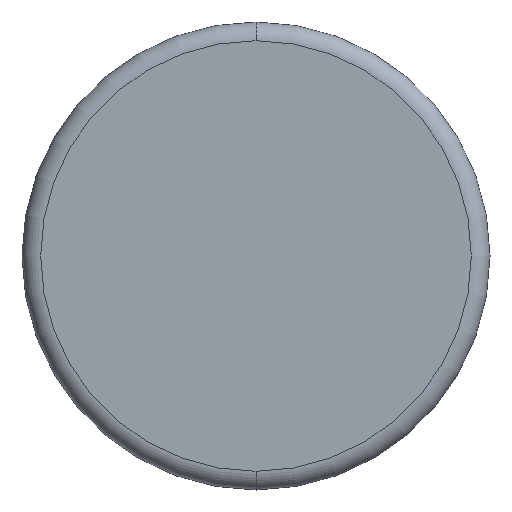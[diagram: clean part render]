
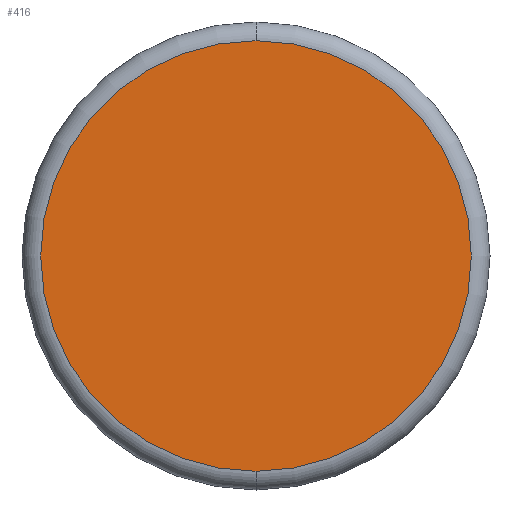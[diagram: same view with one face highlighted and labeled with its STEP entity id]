
A CAD part, front view. The second image highlights one B-rep face of the part: STEP entity #416.
In plain terms, the highlighted planar face has unit normal (0, -1, 0).
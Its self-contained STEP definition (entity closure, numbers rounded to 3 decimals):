
#8 = VERTEX_POINT ( 'NONE', #501 ) ;
#30 = DIRECTION ( 'NONE',  ( 0., -1., 0. ) ) ;
#35 = ORIENTED_EDGE ( 'NONE', *, *, #388, .T. ) ;
#54 = AXIS2_PLACEMENT_3D ( 'NONE', #422, #30, #497 ) ;
#61 = ORIENTED_EDGE ( 'NONE', *, *, #249, .T. ) ;
#113 = PLANE ( 'NONE',  #404 ) ;
#152 = CARTESIAN_POINT ( 'NONE',  ( 0., 0., 0. ) ) ;
#154 = DIRECTION ( 'NONE',  ( 0., 0., 1. ) ) ;
#158 = DIRECTION ( 'NONE',  ( 0., 1., 0. ) ) ;
#194 = EDGE_LOOP ( 'NONE', ( #35, #61 ) ) ;
#235 = FACE_OUTER_BOUND ( 'NONE', #194, .T. ) ;
#249 = EDGE_CURVE ( 'NONE', #8, #441, #489, .T. ) ;
#268 = AXIS2_PLACEMENT_3D ( 'NONE', #292, #403, #367 ) ;
#292 = CARTESIAN_POINT ( 'NONE',  ( 0., 0., 0. ) ) ;
#367 = DIRECTION ( 'NONE',  ( 0., 0., 1. ) ) ;
#388 = EDGE_CURVE ( 'NONE', #441, #8, #439, .T. ) ;
#403 = DIRECTION ( 'NONE',  ( 0., -1., 0. ) ) ;
#404 = AXIS2_PLACEMENT_3D ( 'NONE', #152, #158, #154 ) ;
#416 = ADVANCED_FACE ( 'NONE', ( #235 ), #113, .F. ) ;
#422 = CARTESIAN_POINT ( 'NONE',  ( 0., 0., 0. ) ) ;
#423 = CARTESIAN_POINT ( 'NONE',  ( 0., 0., 11.5 ) ) ;
#439 = CIRCLE ( 'NONE', #54, 11.5 ) ;
#441 = VERTEX_POINT ( 'NONE', #423 ) ;
#489 = CIRCLE ( 'NONE', #268, 11.5 ) ;
#497 = DIRECTION ( 'NONE',  ( 0., 0., 1. ) ) ;
#501 = CARTESIAN_POINT ( 'NONE',  ( 0., 0., -11.5 ) ) ;
